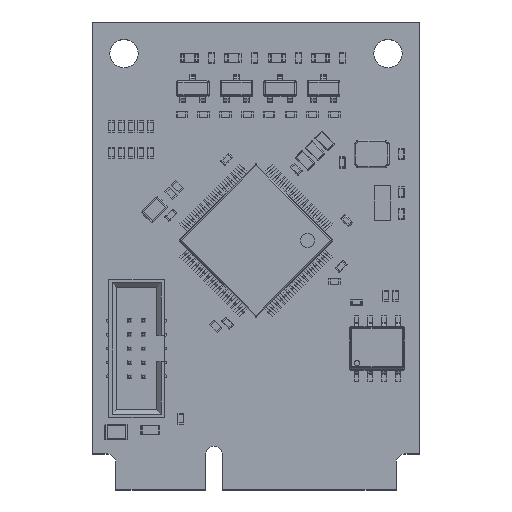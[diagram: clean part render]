
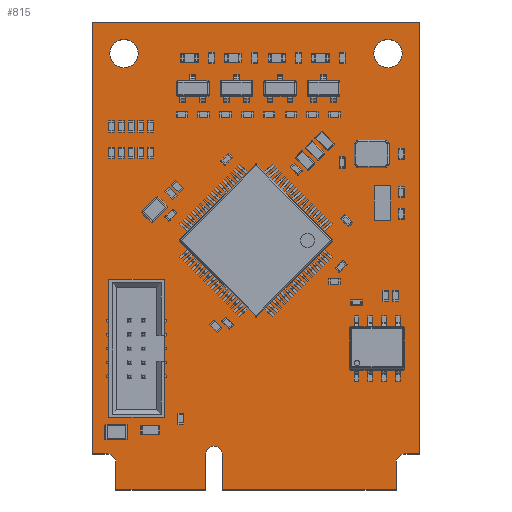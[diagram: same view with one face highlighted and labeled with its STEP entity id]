
A CAD part, top view. The second image highlights one B-rep face of the part: STEP entity #815.
In plain terms, the highlighted planar face has unit normal (0, 0, 1).
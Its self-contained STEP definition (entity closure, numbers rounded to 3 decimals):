
#288 = VERTEX_POINT('',#289);
#289 = CARTESIAN_POINT('',(2.15,0.,1.012));
#295 = EDGE_CURVE('',#288,#296,#298,.T.);
#296 = VERTEX_POINT('',#297);
#297 = CARTESIAN_POINT('',(2.15,2.5,1.012));
#298 = LINE('',#299,#300);
#299 = CARTESIAN_POINT('',(2.15,0.,1.012));
#300 = VECTOR('',#301,1.);
#301 = DIRECTION('',(0.,1.,0.));
#326 = EDGE_CURVE('',#296,#327,#329,.T.);
#327 = VERTEX_POINT('',#328);
#328 = CARTESIAN_POINT('',(1.35,3.3,1.012));
#329 = CIRCLE('',#330,0.799);
#330 = AXIS2_PLACEMENT_3D('',#331,#332,#333);
#331 = CARTESIAN_POINT('',(1.351,2.501,1.012));
#332 = DIRECTION('',(0.,0.,1.));
#333 = DIRECTION('',(1.,-0.001,0.));
#359 = EDGE_CURVE('',#327,#360,#362,.T.);
#360 = VERTEX_POINT('',#361);
#361 = CARTESIAN_POINT('',(0.,3.3,1.012));
#362 = LINE('',#363,#364);
#363 = CARTESIAN_POINT('',(1.35,3.3,1.012));
#364 = VECTOR('',#365,1.);
#365 = DIRECTION('',(-1.,0.,0.));
#390 = EDGE_CURVE('',#360,#391,#393,.T.);
#391 = VERTEX_POINT('',#392);
#392 = CARTESIAN_POINT('',(0.,42.9,1.012));
#393 = LINE('',#394,#395);
#394 = CARTESIAN_POINT('',(0.,3.3,1.012));
#395 = VECTOR('',#396,1.);
#396 = DIRECTION('',(0.,1.,0.));
#421 = EDGE_CURVE('',#391,#422,#424,.T.);
#422 = VERTEX_POINT('',#423);
#423 = CARTESIAN_POINT('',(30.,42.9,1.012));
#424 = LINE('',#425,#426);
#425 = CARTESIAN_POINT('',(0.,42.9,1.012));
#426 = VECTOR('',#427,1.);
#427 = DIRECTION('',(1.,0.,0.));
#452 = EDGE_CURVE('',#422,#453,#455,.T.);
#453 = VERTEX_POINT('',#454);
#454 = CARTESIAN_POINT('',(30.,3.3,1.012));
#455 = LINE('',#456,#457);
#456 = CARTESIAN_POINT('',(30.,42.9,1.012));
#457 = VECTOR('',#458,1.);
#458 = DIRECTION('',(0.,-1.,0.));
#483 = EDGE_CURVE('',#453,#484,#486,.T.);
#484 = VERTEX_POINT('',#485);
#485 = CARTESIAN_POINT('',(28.65,3.3,1.012));
#486 = LINE('',#487,#488);
#487 = CARTESIAN_POINT('',(30.,3.3,1.012));
#488 = VECTOR('',#489,1.);
#489 = DIRECTION('',(-1.,0.,0.));
#514 = EDGE_CURVE('',#484,#515,#517,.T.);
#515 = VERTEX_POINT('',#516);
#516 = CARTESIAN_POINT('',(27.85,2.5,1.012));
#517 = CIRCLE('',#518,0.799);
#518 = AXIS2_PLACEMENT_3D('',#519,#520,#521);
#519 = CARTESIAN_POINT('',(28.649,2.501,1.012));
#520 = DIRECTION('',(0.,0.,1.));
#521 = DIRECTION('',(0.001,1.,0.));
#547 = EDGE_CURVE('',#515,#548,#550,.T.);
#548 = VERTEX_POINT('',#549);
#549 = CARTESIAN_POINT('',(27.85,0.,1.012));
#550 = LINE('',#551,#552);
#551 = CARTESIAN_POINT('',(27.85,2.5,1.012));
#552 = VECTOR('',#553,1.);
#553 = DIRECTION('',(0.,-1.,0.));
#578 = EDGE_CURVE('',#548,#579,#581,.T.);
#579 = VERTEX_POINT('',#580);
#580 = CARTESIAN_POINT('',(11.9,0.,1.012));
#581 = LINE('',#582,#583);
#582 = CARTESIAN_POINT('',(27.85,0.,1.012));
#583 = VECTOR('',#584,1.);
#584 = DIRECTION('',(-1.,0.,0.));
#609 = EDGE_CURVE('',#579,#610,#612,.T.);
#610 = VERTEX_POINT('',#611);
#611 = CARTESIAN_POINT('',(11.9,3.25,1.012));
#612 = LINE('',#613,#614);
#613 = CARTESIAN_POINT('',(11.9,0.,1.012));
#614 = VECTOR('',#615,1.);
#615 = DIRECTION('',(0.,1.,0.));
#640 = EDGE_CURVE('',#610,#641,#643,.T.);
#641 = VERTEX_POINT('',#642);
#642 = CARTESIAN_POINT('',(10.4,3.25,1.012));
#643 = CIRCLE('',#644,0.75);
#644 = AXIS2_PLACEMENT_3D('',#645,#646,#647);
#645 = CARTESIAN_POINT('',(11.15,3.25,1.012));
#646 = DIRECTION('',(0.,0.,1.));
#647 = DIRECTION('',(1.,0.,0.));
#673 = EDGE_CURVE('',#641,#674,#676,.T.);
#674 = VERTEX_POINT('',#675);
#675 = CARTESIAN_POINT('',(10.4,0.,1.012));
#676 = LINE('',#677,#678);
#677 = CARTESIAN_POINT('',(10.4,3.25,1.012));
#678 = VECTOR('',#679,1.);
#679 = DIRECTION('',(0.,-1.,0.));
#704 = EDGE_CURVE('',#674,#288,#705,.T.);
#705 = LINE('',#706,#707);
#706 = CARTESIAN_POINT('',(10.4,0.,1.012));
#707 = VECTOR('',#708,1.);
#708 = DIRECTION('',(-1.,0.,0.));
#728 = VERTEX_POINT('',#729);
#729 = CARTESIAN_POINT('',(4.2,40.,1.012));
#735 = EDGE_CURVE('',#728,#728,#736,.T.);
#736 = CIRCLE('',#737,1.3);
#737 = AXIS2_PLACEMENT_3D('',#738,#739,#740);
#738 = CARTESIAN_POINT('',(2.9,40.,1.012));
#739 = DIRECTION('',(0.,0.,1.));
#740 = DIRECTION('',(1.,0.,0.));
#761 = VERTEX_POINT('',#762);
#762 = CARTESIAN_POINT('',(28.4,40.,1.012));
#768 = EDGE_CURVE('',#761,#761,#769,.T.);
#769 = CIRCLE('',#770,1.3);
#770 = AXIS2_PLACEMENT_3D('',#771,#772,#773);
#771 = CARTESIAN_POINT('',(27.1,40.,1.012));
#772 = DIRECTION('',(0.,0.,1.));
#773 = DIRECTION('',(1.,0.,0.));
#815 = ADVANCED_FACE('',(#816,#832,#835),#838,.F.);
#816 = FACE_BOUND('',#817,.F.);
#817 = EDGE_LOOP('',(#818,#819,#820,#821,#822,#823,#824,#825,#826,#827,
    #828,#829,#830,#831));
#818 = ORIENTED_EDGE('',*,*,#295,.T.);
#819 = ORIENTED_EDGE('',*,*,#326,.T.);
#820 = ORIENTED_EDGE('',*,*,#359,.T.);
#821 = ORIENTED_EDGE('',*,*,#390,.T.);
#822 = ORIENTED_EDGE('',*,*,#421,.T.);
#823 = ORIENTED_EDGE('',*,*,#452,.T.);
#824 = ORIENTED_EDGE('',*,*,#483,.T.);
#825 = ORIENTED_EDGE('',*,*,#514,.T.);
#826 = ORIENTED_EDGE('',*,*,#547,.T.);
#827 = ORIENTED_EDGE('',*,*,#578,.T.);
#828 = ORIENTED_EDGE('',*,*,#609,.T.);
#829 = ORIENTED_EDGE('',*,*,#640,.T.);
#830 = ORIENTED_EDGE('',*,*,#673,.T.);
#831 = ORIENTED_EDGE('',*,*,#704,.T.);
#832 = FACE_BOUND('',#833,.F.);
#833 = EDGE_LOOP('',(#834));
#834 = ORIENTED_EDGE('',*,*,#735,.T.);
#835 = FACE_BOUND('',#836,.F.);
#836 = EDGE_LOOP('',(#837));
#837 = ORIENTED_EDGE('',*,*,#768,.T.);
#838 = PLANE('',#839);
#839 = AXIS2_PLACEMENT_3D('',#840,#841,#842);
#840 = CARTESIAN_POINT('',(2.15,0.,1.012));
#841 = DIRECTION('',(0.,0.,-1.));
#842 = DIRECTION('',(-1.,0.,0.));
